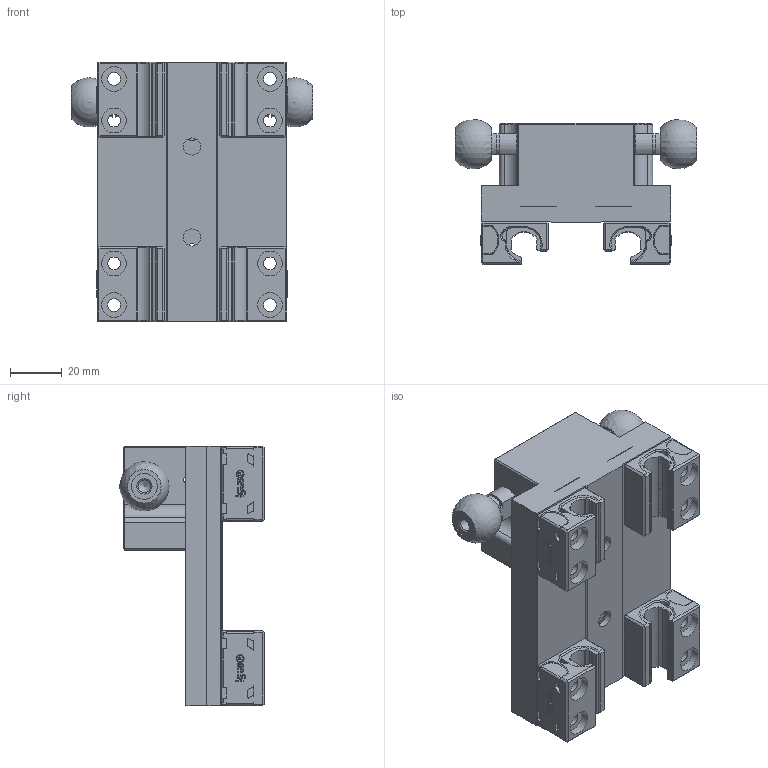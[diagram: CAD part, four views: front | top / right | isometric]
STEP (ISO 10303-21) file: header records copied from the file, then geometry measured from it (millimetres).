
FILE_DESCRIPTION(/* description */ (''),/* implementation_level */ '2;1');
FILE_NAME(/* name */ 'SliderSimplyfied.stp',/* time_stamp */ '2023-05-06T11:11:33+02:00',/* author */ ('Serafin Kollegger'),/* organization */ (''),/* preprocessor_version */ 'ST-DEVELOPER v19',/* originating_system */ 'Autodesk Inventor 2023',/* authorisation */ '');
FILE_SCHEMA (('AUTOMOTIVE_DESIGN { 1 0 10303 214 3 1 1 }'));
Products named in the file (1): SliderSimplyfied
Bounding box: 93 x 55.7 x 100 mm (x, y, z)
Volume: 168696.3 mm3; surface area: 56028 mm2
Topology: 1 solids, 11 shells, 1720 faces, 4483 edges, 2826 vertices
Faces by surface type: plane 1038, cylinder 350, bspline 228, cone 98, torus 4, sphere 2
Full cylindrical faces by diameter (mm): 3 x1, 3.2 x1, 4 x4, 4.134 x12, 4.5 x4, 4.917 x12, 5.5 x4, 6.2 x8, 6.6 x10, 6.647 x1, 8 x4, 9.5 x8, 10 x8, 11 x8
Entity records: 56689 total; most frequent: CARTESIAN_POINT 13842, ORIENTED_EDGE 8938, DIRECTION 7783, EDGE_CURVE 4469, LINE 2969, VECTOR 2969, VERTEX_POINT 2826, AXIS2_PLACEMENT_3D 2407
